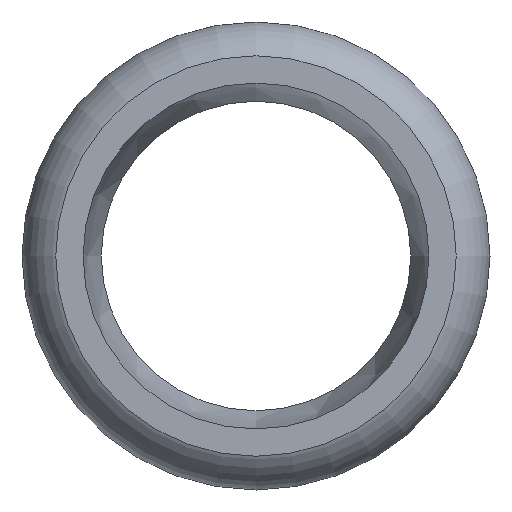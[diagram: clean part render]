
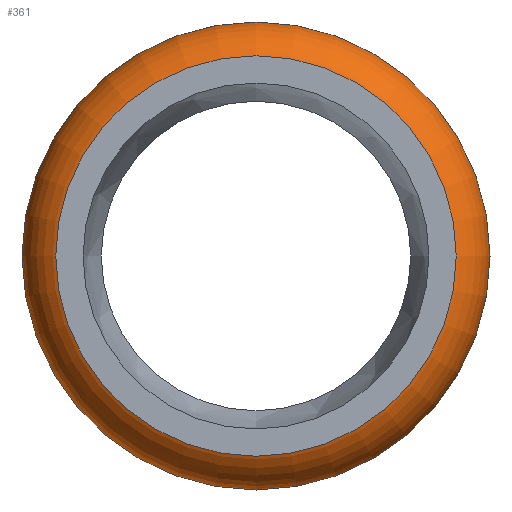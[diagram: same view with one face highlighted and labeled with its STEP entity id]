
A CAD part, left-side view. The second image highlights one B-rep face of the part: STEP entity #361.
In plain terms, the highlighted toroidal (fillet/blend) face has major radius 9.508 mm and minor radius 3.346 mm.
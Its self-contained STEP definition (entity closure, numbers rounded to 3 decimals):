
#46=FACE_OUTER_BOUND('',#63,.T.);
#63=EDGE_LOOP('',(#236,#237,#238,#239,#240,#241,#242,#243));
#81=CIRCLE('',#399,10.65);
#82=CIRCLE('',#400,10.65);
#83=CIRCLE('',#401,3.346);
#84=CIRCLE('',#402,10.1);
#85=CIRCLE('',#403,10.1);
#86=CIRCLE('',#404,10.1);
#87=CIRCLE('',#405,10.65);
#132=VERTEX_POINT('',#609);
#133=VERTEX_POINT('',#610);
#134=VERTEX_POINT('',#612);
#135=VERTEX_POINT('',#614);
#136=VERTEX_POINT('',#616);
#137=VERTEX_POINT('',#618);
#176=EDGE_CURVE('',#132,#133,#81,.T.);
#177=EDGE_CURVE('',#133,#134,#82,.T.);
#178=EDGE_CURVE('',#134,#135,#83,.T.);
#179=EDGE_CURVE('',#136,#135,#84,.T.);
#180=EDGE_CURVE('',#137,#136,#85,.T.);
#181=EDGE_CURVE('',#135,#137,#86,.T.);
#182=EDGE_CURVE('',#134,#132,#87,.T.);
#236=ORIENTED_EDGE('',*,*,#176,.T.);
#237=ORIENTED_EDGE('',*,*,#177,.T.);
#238=ORIENTED_EDGE('',*,*,#178,.T.);
#239=ORIENTED_EDGE('',*,*,#179,.F.);
#240=ORIENTED_EDGE('',*,*,#180,.F.);
#241=ORIENTED_EDGE('',*,*,#181,.F.);
#242=ORIENTED_EDGE('',*,*,#178,.F.);
#243=ORIENTED_EDGE('',*,*,#182,.T.);
#356=TOROIDAL_SURFACE('',#398,9.508,3.346);
#361=ADVANCED_FACE('',(#46),#356,.T.);
#398=AXIS2_PLACEMENT_3D('',#608,#466,#467);
#399=AXIS2_PLACEMENT_3D('',#611,#468,#469);
#400=AXIS2_PLACEMENT_3D('',#613,#470,#471);
#401=AXIS2_PLACEMENT_3D('',#615,#472,#473);
#402=AXIS2_PLACEMENT_3D('',#617,#474,#475);
#403=AXIS2_PLACEMENT_3D('',#619,#476,#477);
#404=AXIS2_PLACEMENT_3D('',#620,#478,#479);
#405=AXIS2_PLACEMENT_3D('',#621,#480,#481);
#466=DIRECTION('center_axis',(-1.,0.,0.));
#467=DIRECTION('ref_axis',(0.,0.,1.));
#468=DIRECTION('center_axis',(1.,0.,0.));
#469=DIRECTION('ref_axis',(0.,1.,0.));
#470=DIRECTION('center_axis',(1.,0.,0.));
#471=DIRECTION('ref_axis',(0.,1.,0.));
#472=DIRECTION('center_axis',(0.,-1.,0.));
#473=DIRECTION('ref_axis',(0.,0.,-1.));
#474=DIRECTION('center_axis',(1.,0.,0.));
#475=DIRECTION('ref_axis',(0.,1.,0.));
#476=DIRECTION('center_axis',(1.,0.,0.));
#477=DIRECTION('ref_axis',(0.,1.,0.));
#478=DIRECTION('center_axis',(1.,0.,0.));
#479=DIRECTION('ref_axis',(0.,1.,0.));
#480=DIRECTION('center_axis',(1.,0.,0.));
#481=DIRECTION('ref_axis',(0.,1.,0.));
#608=CARTESIAN_POINT('Origin',(-3.293,0.,0.));
#609=CARTESIAN_POINT('',(-6.437,0.,10.65));
#610=CARTESIAN_POINT('',(-6.437,-10.65,0.));
#611=CARTESIAN_POINT('Origin',(-6.437,0.,0.));
#612=CARTESIAN_POINT('',(-6.437,0.,-10.65));
#613=CARTESIAN_POINT('Origin',(-6.437,0.,0.));
#614=CARTESIAN_POINT('',(0.,0.,-10.1));
#615=CARTESIAN_POINT('Origin',(-3.293,0.,
-9.508));
#616=CARTESIAN_POINT('',(0.,-10.1,0.));
#617=CARTESIAN_POINT('Origin',(0.,0.,0.));
#618=CARTESIAN_POINT('',(0.,0.,10.1));
#619=CARTESIAN_POINT('Origin',(0.,0.,0.));
#620=CARTESIAN_POINT('Origin',(0.,0.,0.));
#621=CARTESIAN_POINT('Origin',(-6.437,0.,0.));
